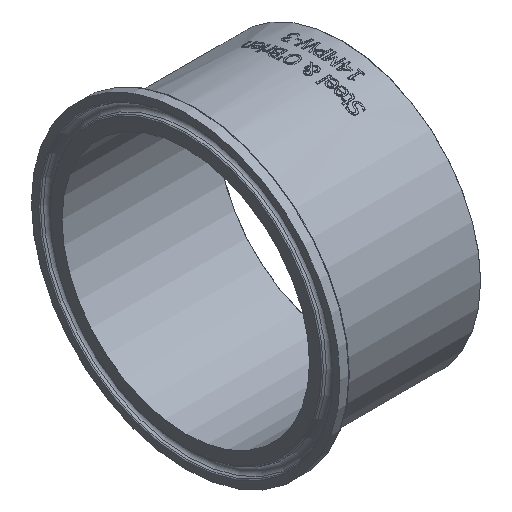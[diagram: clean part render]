
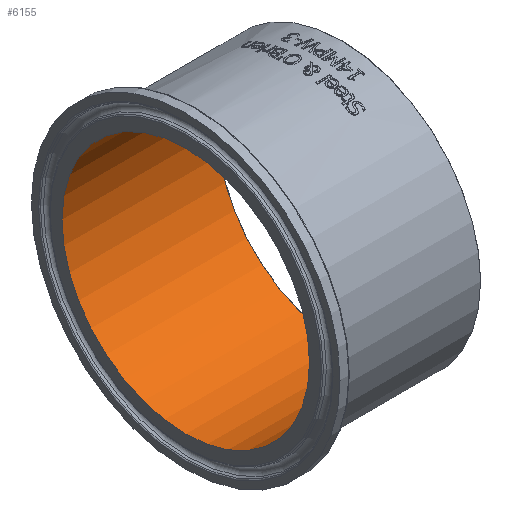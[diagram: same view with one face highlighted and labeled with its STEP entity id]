
A CAD part, isometric view. The second image highlights one B-rep face of the part: STEP entity #6155.
In plain terms, the highlighted cylindrical face has radius 36.449 mm (diameter 72.898 mm), a full revolution.
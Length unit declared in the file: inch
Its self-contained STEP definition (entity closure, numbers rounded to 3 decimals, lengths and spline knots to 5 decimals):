
#111=FACE_BOUND('',#1140,.T.);
#751=FACE_OUTER_BOUND('',#1139,.T.);
#1139=EDGE_LOOP('',(#5752));
#1140=EDGE_LOOP('',(#5753));
#2125=CIRCLE('',#6537,1.435);
#2131=CIRCLE('',#6550,1.435);
#3029=VERTEX_POINT('',#13281);
#3035=VERTEX_POINT('',#13300);
#3936=EDGE_CURVE('',#3029,#3029,#2125,.T.);
#3942=EDGE_CURVE('',#3035,#3035,#2131,.T.);
#5752=ORIENTED_EDGE('',*,*,#3936,.F.);
#5753=ORIENTED_EDGE('',*,*,#3942,.F.);
#5791=CYLINDRICAL_SURFACE('',#6553,1.435);
#6155=ADVANCED_FACE('',(#751,#111),#5791,.F.);
#6537=AXIS2_PLACEMENT_3D('',#13282,#7725,#7726);
#6550=AXIS2_PLACEMENT_3D('',#13301,#7751,#7752);
#6553=AXIS2_PLACEMENT_3D('',#13305,#7757,#7758);
#7725=DIRECTION('center_axis',(1.,0.,0.));
#7726=DIRECTION('ref_axis',(0.,1.,0.));
#7751=DIRECTION('center_axis',(-1.,0.,0.));
#7752=DIRECTION('ref_axis',(0.,-1.,0.));
#7757=DIRECTION('center_axis',(1.,0.,0.));
#7758=DIRECTION('ref_axis',(0.,1.,0.));
#13281=CARTESIAN_POINT('',(0.,1.435,0.));
#13282=CARTESIAN_POINT('Origin',(0.,0.,
0.));
#13300=CARTESIAN_POINT('',(1.807,1.435,0.));
#13301=CARTESIAN_POINT('Origin',(1.807,0.,0.));
#13305=CARTESIAN_POINT('Origin',(0.906,0.,0.));
